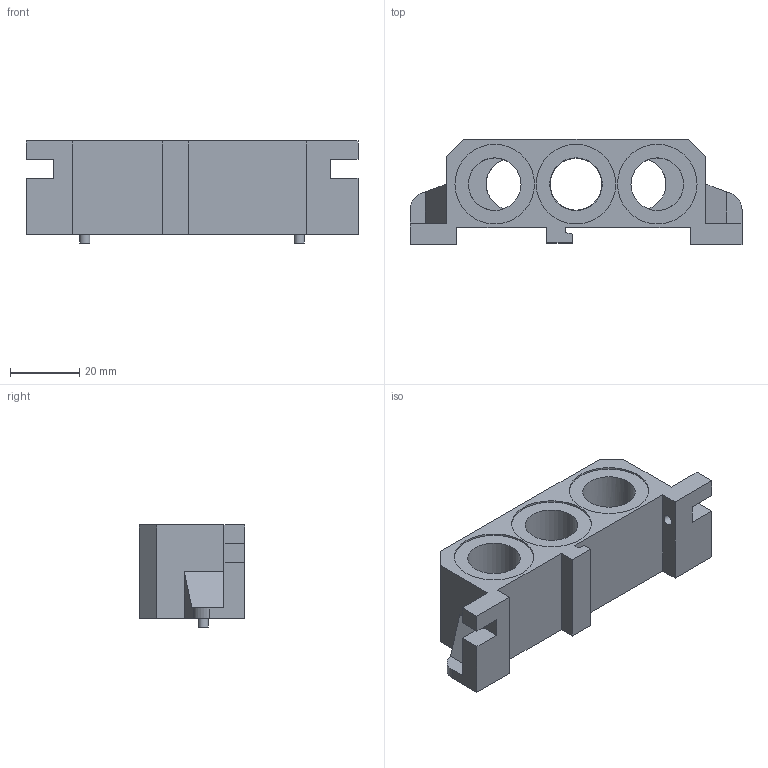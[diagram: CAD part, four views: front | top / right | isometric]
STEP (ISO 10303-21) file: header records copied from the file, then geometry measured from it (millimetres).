
FILE_DESCRIPTION((''),'2;1');
FILE_NAME('2630_03.stp','2006-01-04T10:24:41',('rivolro1'),(''),'Autodesk Inventor 10','Autodesk Inventor 10','');
FILE_SCHEMA(('AUTOMOTIVE_DESIGN { 1 0 10303 214 1 1 1 1 }'));
Length unit declared in the file: millimetre
Products named in the file (1): 2630_03
Bounding box: 96 x 30.5 x 29.5 mm (x, y, z)
Volume: 42072.6 mm3; surface area: 14922.4 mm2
Topology: 1 solids, 1 shells, 60 faces, 154 edges, 102 vertices
Faces by surface type: plane 38, bspline 18, cylinder 4
Full cylindrical faces by diameter (mm): 3 x2
Entity records: 1869 total; most frequent: CARTESIAN_POINT 487, ORIENTED_EDGE 272, DIRECTION 254, EDGE_CURVE 136, VECTOR 104, LINE 104, VERTEX_POINT 96, EDGE_LOOP 86
